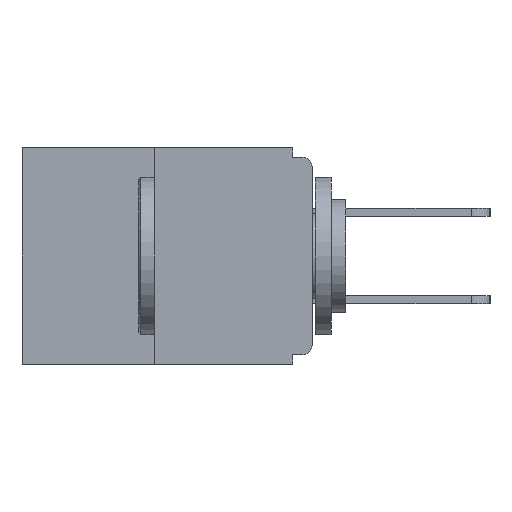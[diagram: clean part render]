
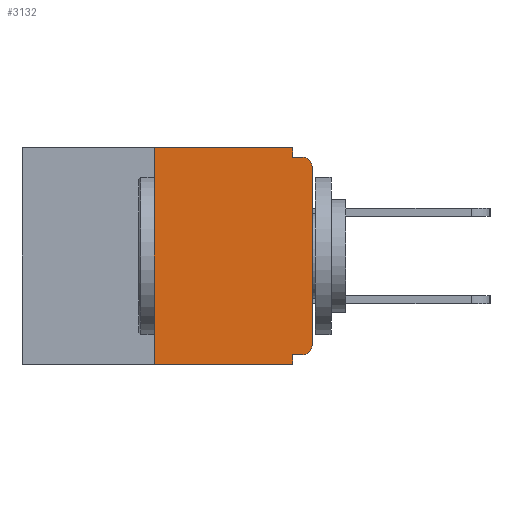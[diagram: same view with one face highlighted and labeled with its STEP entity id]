
A CAD part, left-side view. The second image highlights one B-rep face of the part: STEP entity #3132.
In plain terms, the highlighted planar face has unit normal (-1, 0, 0).
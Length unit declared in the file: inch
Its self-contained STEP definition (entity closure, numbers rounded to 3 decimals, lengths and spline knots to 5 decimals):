
#472 = FACE_OUTER_BOUND ( 'NONE', #20532, .T. ) ;
#510 = CARTESIAN_POINT ( 'NONE',  ( 0., 0.015, -0.328 ) ) ;
#830 = VECTOR ( 'NONE', #8067, 39.37008 ) ;
#1119 = EDGE_CURVE ( 'NONE', #21005, #3507, #15617, .T. ) ;
#1632 = DIRECTION ( 'NONE',  ( 0., 0., -1. ) ) ;
#1655 = VERTEX_POINT ( 'NONE', #24015 ) ;
#2226 = DIRECTION ( 'NONE',  ( 0., 0., 1. ) ) ;
#2626 = VECTOR ( 'NONE', #1632, 39.37008 ) ;
#2944 = CARTESIAN_POINT ( 'NONE',  ( 0., 0.031, 0. ) ) ;
#3132 = ADVANCED_FACE ( 'NONE', ( #472 ), #17300, .F. ) ;
#3177 = VECTOR ( 'NONE', #12958, 39.37008 ) ;
#3327 = CARTESIAN_POINT ( 'NONE',  ( 0., 0.031, -0.343 ) ) ;
#3507 = VERTEX_POINT ( 'NONE', #7212 ) ;
#3698 = AXIS2_PLACEMENT_3D ( 'NONE', #3815, #3726, #5619 ) ;
#3720 = EDGE_CURVE ( 'NONE', #17532, #1655, #23183, .T. ) ;
#3726 = DIRECTION ( 'NONE',  ( -1., 0., 0. ) ) ;
#3815 = CARTESIAN_POINT ( 'NONE',  ( 0., 0.015, -0.313 ) ) ;
#4440 = EDGE_CURVE ( 'NONE', #1655, #17845, #23483, .T. ) ;
#4591 = EDGE_CURVE ( 'NONE', #3507, #17845, #17301, .T. ) ;
#4799 = AXIS2_PLACEMENT_3D ( 'NONE', #12153, #10329, #6186 ) ;
#5171 = VECTOR ( 'NONE', #8045, 39.37008 ) ;
#5619 = DIRECTION ( 'NONE',  ( 0., 0., -1. ) ) ;
#6186 = DIRECTION ( 'NONE',  ( 0., 0., -1. ) ) ;
#6479 = VERTEX_POINT ( 'NONE', #16500 ) ;
#6760 = EDGE_CURVE ( 'NONE', #23278, #21005, #19082, .T. ) ;
#7113 = VERTEX_POINT ( 'NONE', #24206 ) ;
#7212 = CARTESIAN_POINT ( 'NONE',  ( 0., 0.031, -0.015 ) ) ;
#7266 = ORIENTED_EDGE ( 'NONE', *, *, #21143, .F. ) ;
#7548 = VECTOR ( 'NONE', #2226, 39.37008 ) ;
#7613 = CARTESIAN_POINT ( 'NONE',  ( 0., 0., -0.313 ) ) ;
#7742 = CARTESIAN_POINT ( 'NONE',  ( 0., 0.25, 0. ) ) ;
#8045 = DIRECTION ( 'NONE',  ( 0., 0., -1. ) ) ;
#8067 = DIRECTION ( 'NONE',  ( 0., -1., 0. ) ) ;
#8218 = ORIENTED_EDGE ( 'NONE', *, *, #4591, .F. ) ;
#8700 = VECTOR ( 'NONE', #8790, 39.37008 ) ;
#8790 = DIRECTION ( 'NONE',  ( 0., -1., 0. ) ) ;
#9018 = VECTOR ( 'NONE', #10732, 39.37008 ) ;
#9231 = DIRECTION ( 'NONE',  ( 1., 0., 0. ) ) ;
#9361 = CARTESIAN_POINT ( 'NONE',  ( 0., 0., -0.328 ) ) ;
#9401 = EDGE_CURVE ( 'NONE', #7113, #12655, #19869, .T. ) ;
#9773 = CARTESIAN_POINT ( 'NONE',  ( 0., 0.46, -0.343 ) ) ;
#10329 = DIRECTION ( 'NONE',  ( -1., 0., 0. ) ) ;
#10496 = CARTESIAN_POINT ( 'NONE',  ( 0., 0., -0.015 ) ) ;
#10522 = ORIENTED_EDGE ( 'NONE', *, *, #25341, .T. ) ;
#10703 = EDGE_CURVE ( 'NONE', #6479, #12655, #20431, .T. ) ;
#10732 = DIRECTION ( 'NONE',  ( 0., 0., 1. ) ) ;
#11460 = CARTESIAN_POINT ( 'NONE',  ( 0., 0.46, 0. ) ) ;
#12153 = CARTESIAN_POINT ( 'NONE',  ( 0., 0.015, -0.03 ) ) ;
#12655 = VERTEX_POINT ( 'NONE', #3327 ) ;
#12958 = DIRECTION ( 'NONE',  ( 0., 1., 0. ) ) ;
#13028 = CARTESIAN_POINT ( 'NONE',  ( 0., 0.46, 0. ) ) ;
#13163 = DIRECTION ( 'NONE',  ( 0., 0., -1. ) ) ;
#14046 = ORIENTED_EDGE ( 'NONE', *, *, #6760, .F. ) ;
#14061 = CIRCLE ( 'NONE', #3698, 0.015 ) ;
#14389 = ORIENTED_EDGE ( 'NONE', *, *, #15238, .F. ) ;
#15238 = EDGE_CURVE ( 'NONE', #7113, #23278, #15490, .T. ) ;
#15490 = LINE ( 'NONE', #16596, #9018 ) ;
#15617 = LINE ( 'NONE', #19714, #5171 ) ;
#15965 = AXIS2_PLACEMENT_3D ( 'NONE', #11460, #9231, #13163 ) ;
#16500 = CARTESIAN_POINT ( 'NONE',  ( 0., 0.031, -0.328 ) ) ;
#16596 = CARTESIAN_POINT ( 'NONE',  ( 0., 0.25, 0. ) ) ;
#16984 = CARTESIAN_POINT ( 'NONE',  ( 0., 0.015, -0.015 ) ) ;
#17077 = DIRECTION ( 'NONE',  ( 0., -1., 0. ) ) ;
#17235 = ORIENTED_EDGE ( 'NONE', *, *, #4440, .T. ) ;
#17300 = PLANE ( 'NONE',  #15965 ) ;
#17301 = LINE ( 'NONE', #10496, #8700 ) ;
#17532 = VERTEX_POINT ( 'NONE', #7613 ) ;
#17621 = LINE ( 'NONE', #9361, #3177 ) ;
#17845 = VERTEX_POINT ( 'NONE', #16984 ) ;
#18135 = ORIENTED_EDGE ( 'NONE', *, *, #1119, .F. ) ;
#19082 = LINE ( 'NONE', #13028, #21236 ) ;
#19714 = CARTESIAN_POINT ( 'NONE',  ( 0., 0.031, 0. ) ) ;
#19822 = CARTESIAN_POINT ( 'NONE',  ( 0., 0., 0. ) ) ;
#19869 = LINE ( 'NONE', #9773, #830 ) ;
#20431 = LINE ( 'NONE', #22889, #2626 ) ;
#20532 = EDGE_LOOP ( 'NONE', ( #14046, #14389, #21895, #22872, #7266, #10522, #24661, #17235, #8218, #18135 ) ) ;
#21005 = VERTEX_POINT ( 'NONE', #2944 ) ;
#21143 = EDGE_CURVE ( 'NONE', #22746, #6479, #17621, .T. ) ;
#21236 = VECTOR ( 'NONE', #17077, 39.37008 ) ;
#21895 = ORIENTED_EDGE ( 'NONE', *, *, #9401, .T. ) ;
#22746 = VERTEX_POINT ( 'NONE', #510 ) ;
#22872 = ORIENTED_EDGE ( 'NONE', *, *, #10703, .F. ) ;
#22889 = CARTESIAN_POINT ( 'NONE',  ( 0., 0.031, -0.343 ) ) ;
#23183 = LINE ( 'NONE', #19822, #7548 ) ;
#23278 = VERTEX_POINT ( 'NONE', #7742 ) ;
#23483 = CIRCLE ( 'NONE', #4799, 0.015 ) ;
#24015 = CARTESIAN_POINT ( 'NONE',  ( 0., 0., -0.03 ) ) ;
#24206 = CARTESIAN_POINT ( 'NONE',  ( 0., 0.25, -0.343 ) ) ;
#24661 = ORIENTED_EDGE ( 'NONE', *, *, #3720, .T. ) ;
#25341 = EDGE_CURVE ( 'NONE', #22746, #17532, #14061, .T. ) ;
